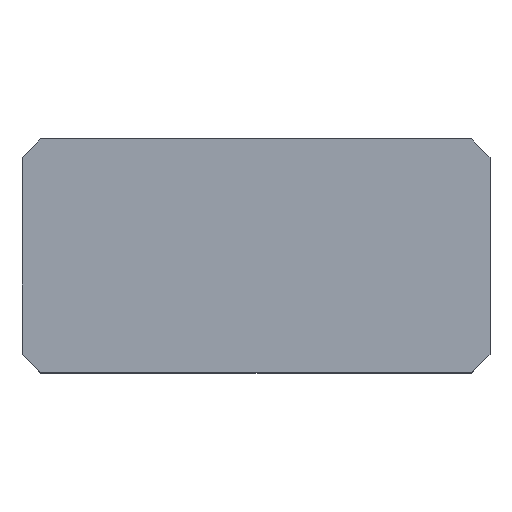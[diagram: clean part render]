
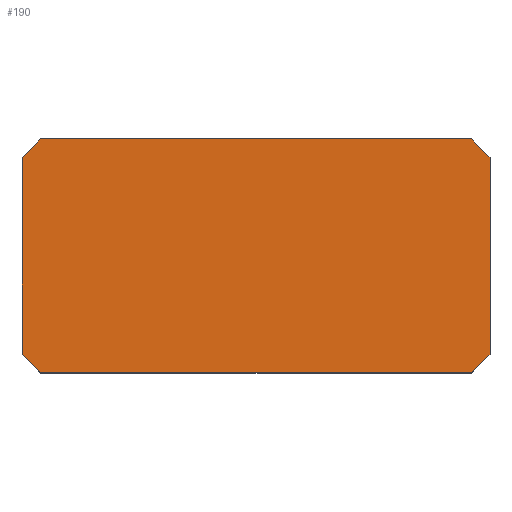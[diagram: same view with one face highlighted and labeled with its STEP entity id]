
A CAD part, top view. The second image highlights one B-rep face of the part: STEP entity #190.
In plain terms, the highlighted planar face has unit normal (0, 0, 1).
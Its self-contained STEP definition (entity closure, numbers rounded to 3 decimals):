
#24=FACE_OUTER_BOUND('',#34,.T.);
#34=EDGE_LOOP('',(#163,#164,#165,#166,#167,#168,#169,#170));
#35=LINE('',#271,#59);
#41=LINE('',#282,#65);
#48=LINE('',#298,#72);
#51=LINE('',#303,#75);
#53=LINE('',#307,#77);
#55=LINE('',#311,#79);
#57=LINE('',#314,#81);
#58=LINE('',#316,#82);
#59=VECTOR('',#225,10.);
#65=VECTOR('',#233,10.);
#72=VECTOR('',#244,10.);
#75=VECTOR('',#249,10.);
#77=VECTOR('',#253,10.);
#79=VECTOR('',#257,10.);
#81=VECTOR('',#261,10.);
#82=VECTOR('',#264,10.);
#83=VERTEX_POINT('',#269);
#84=VERTEX_POINT('',#270);
#88=VERTEX_POINT('',#280);
#94=VERTEX_POINT('',#296);
#95=VERTEX_POINT('',#297);
#96=VERTEX_POINT('',#302);
#97=VERTEX_POINT('',#306);
#98=VERTEX_POINT('',#310);
#99=EDGE_CURVE('',#83,#84,#35,.T.);
#105=EDGE_CURVE('',#83,#88,#41,.T.);
#112=EDGE_CURVE('',#94,#95,#48,.T.);
#115=EDGE_CURVE('',#96,#95,#51,.T.);
#117=EDGE_CURVE('',#96,#97,#53,.T.);
#119=EDGE_CURVE('',#98,#88,#55,.T.);
#121=EDGE_CURVE('',#98,#97,#57,.T.);
#122=EDGE_CURVE('',#94,#84,#58,.T.);
#163=ORIENTED_EDGE('',*,*,#99,.F.);
#164=ORIENTED_EDGE('',*,*,#105,.T.);
#165=ORIENTED_EDGE('',*,*,#119,.F.);
#166=ORIENTED_EDGE('',*,*,#121,.T.);
#167=ORIENTED_EDGE('',*,*,#117,.F.);
#168=ORIENTED_EDGE('',*,*,#115,.T.);
#169=ORIENTED_EDGE('',*,*,#112,.F.);
#170=ORIENTED_EDGE('',*,*,#122,.T.);
#180=PLANE('',#220);
#190=ADVANCED_FACE('',(#24),#180,.T.);
#220=AXIS2_PLACEMENT_3D('',#317,#265,#266);
#225=DIRECTION('',(-0.707,0.707,0.));
#233=DIRECTION('',(1.,0.,0.));
#244=DIRECTION('',(0.707,0.707,0.));
#249=DIRECTION('',(-1.,0.,0.));
#253=DIRECTION('',(0.707,-0.707,0.));
#257=DIRECTION('',(-0.707,-0.707,0.));
#261=DIRECTION('',(0.,1.,0.));
#264=DIRECTION('',(0.,-1.,0.));
#265=DIRECTION('center_axis',(0.,0.,1.));
#266=DIRECTION('ref_axis',(1.,0.,0.));
#269=CARTESIAN_POINT('',(-23.,-12.5,10.));
#270=CARTESIAN_POINT('',(-25.,-10.5,10.));
#271=CARTESIAN_POINT('',(-20.875,-14.625,10.));
#280=CARTESIAN_POINT('',(23.,-12.5,10.));
#282=CARTESIAN_POINT('',(25.,-12.5,10.));
#296=CARTESIAN_POINT('',(-25.,10.5,10.));
#297=CARTESIAN_POINT('',(-23.,12.5,10.));
#298=CARTESIAN_POINT('',(-20.875,14.625,10.));
#302=CARTESIAN_POINT('',(23.,12.5,10.));
#303=CARTESIAN_POINT('',(-25.,12.5,10.));
#306=CARTESIAN_POINT('',(25.,10.5,10.));
#307=CARTESIAN_POINT('',(20.875,14.625,10.));
#310=CARTESIAN_POINT('',(25.,-10.5,10.));
#311=CARTESIAN_POINT('',(20.875,-14.625,10.));
#314=CARTESIAN_POINT('',(25.,12.5,10.));
#316=CARTESIAN_POINT('',(-25.,-12.5,10.));
#317=CARTESIAN_POINT('Origin',(0.,0.,
10.));
